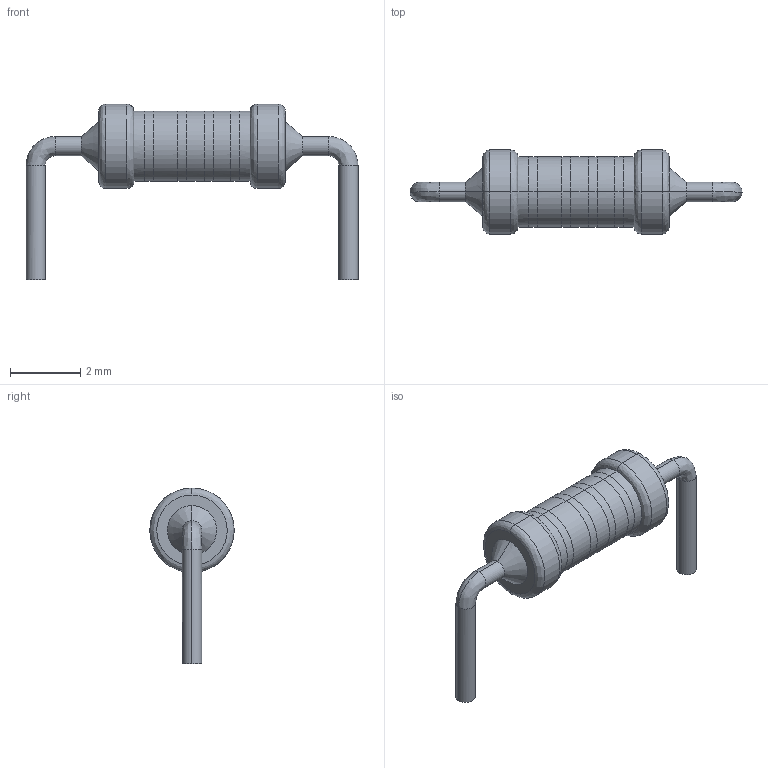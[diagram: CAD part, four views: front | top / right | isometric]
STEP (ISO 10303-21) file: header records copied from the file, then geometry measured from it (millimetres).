
FILE_DESCRIPTION (( 'STEP AP214' ), '1' );
FILE_NAME ('User Library-Resistor_PTH_CFR-25_Yageo_250mW.STEP', '2013-07-08T10:06:30', ( 'Windows User' ), ( '' ), 'SwSTEP 2.0', 'SolidWorks 2013', '' );
FILE_SCHEMA (( 'AUTOMOTIVE_DESIGN' ));
Length unit declared in the file: millimetre
Products named in the file (1): User Library-Resistor_PTH_CFR-25_Yageo_250mW
Bounding box: 9.44 x 2.4 x 5 mm (x, y, z)
Volume: 22.3 mm3; surface area: 63.2 mm2
Topology: 1 solids, 1 shells, 50 faces, 98 edges, 52 vertices
Faces by surface type: cylinder 30, bspline 12, cone 4, plane 4
Entity records: 2200 total; most frequent: CARTESIAN_POINT 673, ORIENTED_EDGE 196, DIRECTION 192, EDGE_CURVE 98, AXIS2_PLACEMENT_3D 79, UNCERTAINTY_MEASURE_WITH_UNIT 53, MECHANICAL_DESIGN_GEOMETRIC_PRESENTATION_REPRESENTATION 52, SURFACE_STYLE_FILL_AREA 52
